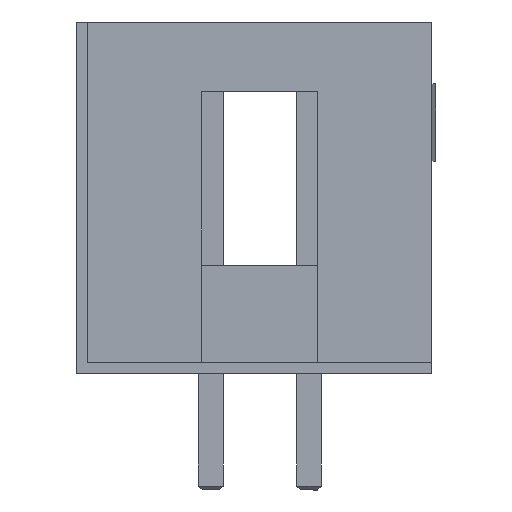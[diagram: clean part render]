
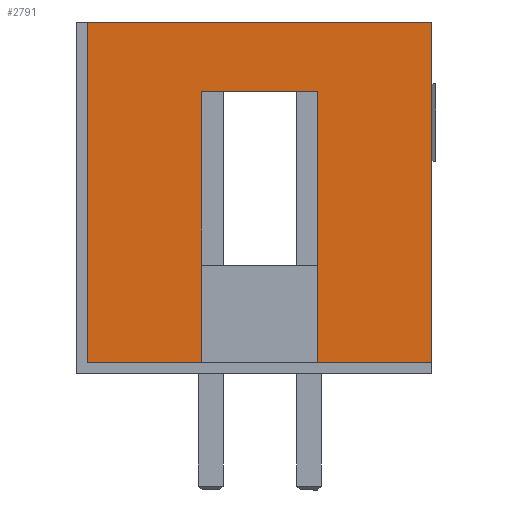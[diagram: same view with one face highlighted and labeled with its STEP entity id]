
A CAD part, left-side view. The second image highlights one B-rep face of the part: STEP entity #2791.
In plain terms, the highlighted planar face has unit normal (-1, 0, 0).
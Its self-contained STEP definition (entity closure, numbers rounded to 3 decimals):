
#497 = VERTEX_POINT ( 'NONE', #1348 ) ;
#498 = VERTEX_POINT ( 'NONE', #1349 ) ;
#503 = VERTEX_POINT ( 'NONE', #1354 ) ;
#504 = VERTEX_POINT ( 'NONE', #1355 ) ;
#570 = VERTEX_POINT ( 'NONE', #1421 ) ;
#573 = VERTEX_POINT ( 'NONE', #1424 ) ;
#596 = VERTEX_POINT ( 'NONE', #1447 ) ;
#597 = VERTEX_POINT ( 'NONE', #1448 ) ;
#789 = ORIENTED_EDGE ( 'NONE', *, *, #2812, .F. ) ;
#791 = ORIENTED_EDGE ( 'NONE', *, *, #3129, .T. ) ;
#792 = ORIENTED_EDGE ( 'NONE', *, *, #3128, .T. ) ;
#793 = ORIENTED_EDGE ( 'NONE', *, *, #3095, .F. ) ;
#794 = ORIENTED_EDGE ( 'NONE', *, *, #2844, .T. ) ;
#795 = ORIENTED_EDGE ( 'NONE', *, *, #3099, .F. ) ;
#796 = ORIENTED_EDGE ( 'NONE', *, *, #3130, .F. ) ;
#798 = ORIENTED_EDGE ( 'NONE', *, *, #3131, .F. ) ;
#1348 = CARTESIAN_POINT ( 'NONE',  ( -5.17, -3.18, 0.3 ) ) ;
#1349 = CARTESIAN_POINT ( 'NONE',  ( -5.17, -3.18, 9.1 ) ) ;
#1354 = CARTESIAN_POINT ( 'NONE',  ( -5.17, 5.72, 0.3 ) ) ;
#1355 = CARTESIAN_POINT ( 'NONE',  ( -5.17, 5.72, 9.1 ) ) ;
#1421 = CARTESIAN_POINT ( 'NONE',  ( -5.17, -0.23, 0.3 ) ) ;
#1424 = CARTESIAN_POINT ( 'NONE',  ( -5.17, 2.77, 0.3 ) ) ;
#1447 = CARTESIAN_POINT ( 'NONE',  ( -5.17, -0.23, 7.3 ) ) ;
#1448 = CARTESIAN_POINT ( 'NONE',  ( -5.17, 2.77, 7.3 ) ) ;
#2791 = ADVANCED_FACE ( 'NONE', ( #8292 ), #8050, .T. ) ;
#2812 = EDGE_CURVE ( 'NONE', #498, #497, #8130, .T. ) ;
#2844 = EDGE_CURVE ( 'NONE', #504, #503, #8226, .T. ) ;
#3095 = EDGE_CURVE ( 'NONE', #497, #570, #11416, .T. ) ;
#3099 = EDGE_CURVE ( 'NONE', #573, #503, #11428, .T. ) ;
#3128 = EDGE_CURVE ( 'NONE', #498, #504, #11515, .T. ) ;
#3129 = EDGE_CURVE ( 'NONE', #596, #570, #11518, .T. ) ;
#3130 = EDGE_CURVE ( 'NONE', #597, #573, #11521, .T. ) ;
#3131 = EDGE_CURVE ( 'NONE', #596, #597, #11524, .T. ) ;
#8050 = PLANE ( 'NONE',  #8295 ) ;
#8051 = CARTESIAN_POINT ( 'NONE',  ( -5.17, -3.18, 9.1 ) ) ;
#8052 = DIRECTION ( 'NONE',  ( -1., 0., 0. ) ) ;
#8053 = DIRECTION ( 'NONE',  ( 0., -1., 0. ) ) ;
#8130 = LINE ( 'NONE', #8131, #8345 ) ;
#8131 = CARTESIAN_POINT ( 'NONE',  ( -5.17, -3.18, 9.1 ) ) ;
#8132 = DIRECTION ( 'NONE',  ( 0., 0., -1. ) ) ;
#8226 = LINE ( 'NONE', #8227, #8377 ) ;
#8227 = CARTESIAN_POINT ( 'NONE',  ( -5.17, 5.72, 9.1 ) ) ;
#8228 = DIRECTION ( 'NONE',  ( 0., 0., -1. ) ) ;
#8292 = FACE_OUTER_BOUND ( 'NONE', #12535, .T. ) ;
#8295 = AXIS2_PLACEMENT_3D ( 'NONE', #8051, #8052, #8053 ) ;
#8345 = VECTOR ( 'NONE', #8132, 1000. ) ;
#8377 = VECTOR ( 'NONE', #8228, 1000. ) ;
#11131 = VECTOR ( 'NONE', #11430, 1000. ) ;
#11256 = VECTOR ( 'NONE', #11418, 1000. ) ;
#11416 = LINE ( 'NONE', #11417, #11256 ) ;
#11417 = CARTESIAN_POINT ( 'NONE',  ( -5.17, -3.18, 0.3 ) ) ;
#11418 = DIRECTION ( 'NONE',  ( 0., 1., 0. ) ) ;
#11428 = LINE ( 'NONE', #11429, #11131 ) ;
#11429 = CARTESIAN_POINT ( 'NONE',  ( -5.17, -3.18, 0.3 ) ) ;
#11430 = DIRECTION ( 'NONE',  ( 0., 1., 0. ) ) ;
#11515 = LINE ( 'NONE', #11516, #11829 ) ;
#11516 = CARTESIAN_POINT ( 'NONE',  ( -5.17, -3.18, 9.1 ) ) ;
#11517 = DIRECTION ( 'NONE',  ( 0., 1., 0. ) ) ;
#11518 = LINE ( 'NONE', #11519, #11830 ) ;
#11519 = CARTESIAN_POINT ( 'NONE',  ( -5.17, -0.23, 7.3 ) ) ;
#11520 = DIRECTION ( 'NONE',  ( 0., 0., -1. ) ) ;
#11521 = LINE ( 'NONE', #11522, #11831 ) ;
#11522 = CARTESIAN_POINT ( 'NONE',  ( -5.17, 2.77, 7.3 ) ) ;
#11523 = DIRECTION ( 'NONE',  ( 0., 0., -1. ) ) ;
#11524 = LINE ( 'NONE', #11525, #11832 ) ;
#11525 = CARTESIAN_POINT ( 'NONE',  ( -5.17, 0., 7.3 ) ) ;
#11526 = DIRECTION ( 'NONE',  ( 0., 1., 0. ) ) ;
#11829 = VECTOR ( 'NONE', #11517, 1000. ) ;
#11830 = VECTOR ( 'NONE', #11520, 1000. ) ;
#11831 = VECTOR ( 'NONE', #11523, 1000. ) ;
#11832 = VECTOR ( 'NONE', #11526, 1000. ) ;
#12535 = EDGE_LOOP ( 'NONE', ( #791, #793, #789, #792, #794, #795, #796, #798 ) ) ;
